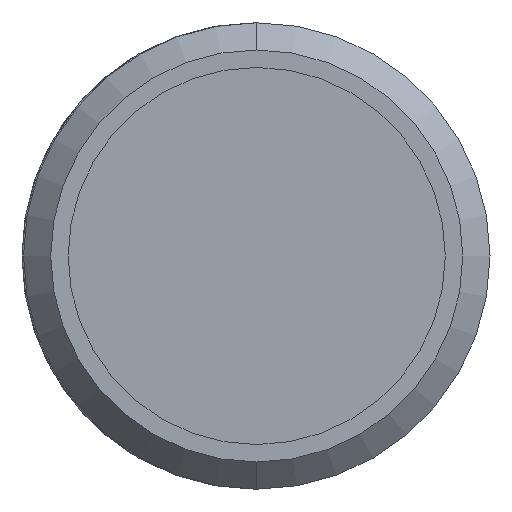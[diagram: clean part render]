
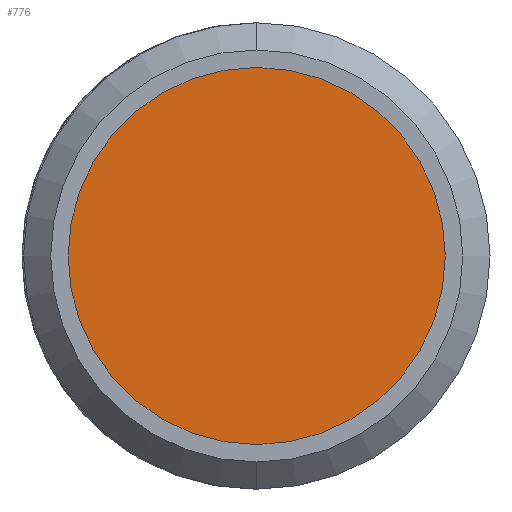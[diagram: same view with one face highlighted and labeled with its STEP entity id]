
A CAD part, front view. The second image highlights one B-rep face of the part: STEP entity #776.
In plain terms, the highlighted planar face has unit normal (0, -1, 0).
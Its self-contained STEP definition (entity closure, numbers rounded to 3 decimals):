
#776=ADVANCED_FACE('',(#1472),#1473,.T.);
#782=EDGE_CURVE('',#1478,#1482,#1483,.T.);
#786=EDGE_CURVE('',#1478,#1482,#1488,.T.);
#1472=FACE_OUTER_BOUND('',#3806,.T.);
#1473=PLANE('',#3807);
#1478=VERTEX_POINT('',#3813);
#1482=VERTEX_POINT('',#3819);
#1483=CIRCLE('',#3820,4.85);
#1488=CIRCLE('',#3828,4.85);
#3806=EDGE_LOOP('',(#5463,#5464));
#3807=AXIS2_PLACEMENT_3D('',#5465,#5466,#5467);
#3813=CARTESIAN_POINT('',(4.85,-0.01,0.0));
#3819=CARTESIAN_POINT('',(-4.85,-0.01,0.0));
#3820=AXIS2_PLACEMENT_3D('',#5477,#5478,#5479);
#3828=AXIS2_PLACEMENT_3D('',#5481,#5482,#5483);
#5463=ORIENTED_EDGE('',*,*,#782,.F.);
#5464=ORIENTED_EDGE('',*,*,#786,.T.);
#5465=CARTESIAN_POINT('',(0.0,-0.01,0.0));
#5466=DIRECTION('',(0.0,-1.0,0.0));
#5467=DIRECTION('',(1.0,0.0,0.0));
#5477=CARTESIAN_POINT('',(0.0,-0.01,0.0));
#5478=DIRECTION('',(-0.0,1.0,0.0));
#5479=DIRECTION('',(1.0,0.0,0.0));
#5481=CARTESIAN_POINT('',(0.0,-0.01,0.0));
#5482=DIRECTION('',(0.0,-1.0,0.0));
#5483=DIRECTION('',(1.0,0.0,0.0));
